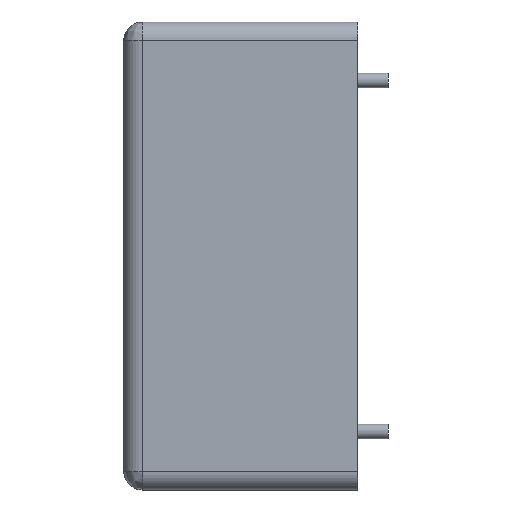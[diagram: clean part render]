
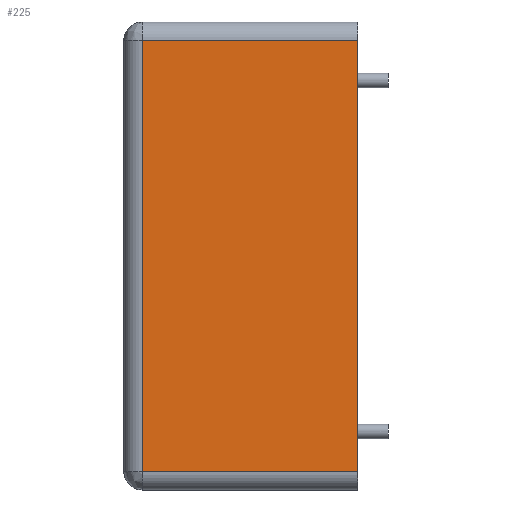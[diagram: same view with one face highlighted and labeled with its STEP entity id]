
A CAD part, left-side view. The second image highlights one B-rep face of the part: STEP entity #225.
In plain terms, the highlighted planar face has unit normal (-1, 0, 0).
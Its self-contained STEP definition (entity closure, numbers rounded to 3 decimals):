
#13 = VECTOR ( 'NONE', #407, 1000. ) ;
#21 = ORIENTED_EDGE ( 'NONE', *, *, #167, .F. ) ;
#28 = CARTESIAN_POINT ( 'NONE',  ( -3.175, 0., -2.175 ) ) ;
#40 = VERTEX_POINT ( 'NONE', #94 ) ;
#94 = CARTESIAN_POINT ( 'NONE',  ( -3.175, 0., 21.225 ) ) ;
#129 = CARTESIAN_POINT ( 'NONE',  ( -3.175, 11.7, -2.175 ) ) ;
#135 = LINE ( 'NONE', #681, #994 ) ;
#167 = EDGE_CURVE ( 'NONE', #913, #176, #399, .T. ) ;
#176 = VERTEX_POINT ( 'NONE', #511 ) ;
#205 = DIRECTION ( 'NONE',  ( 0., 0., 1. ) ) ;
#225 = ADVANCED_FACE ( 'NONE', ( #551 ), #363, .F. ) ;
#240 = AXIS2_PLACEMENT_3D ( 'NONE', #1026, #849, #275 ) ;
#275 = DIRECTION ( 'NONE',  ( 0., 0., -1. ) ) ;
#288 = EDGE_LOOP ( 'NONE', ( #21, #550, #1085, #730 ) ) ;
#363 = PLANE ( 'NONE',  #240 ) ;
#399 = LINE ( 'NONE', #129, #1022 ) ;
#407 = DIRECTION ( 'NONE',  ( 0., 0., 1. ) ) ;
#430 = DIRECTION ( 'NONE',  ( 0., -1., 0. ) ) ;
#439 = VECTOR ( 'NONE', #966, 1000. ) ;
#475 = VERTEX_POINT ( 'NONE', #28 ) ;
#480 = EDGE_CURVE ( 'NONE', #176, #40, #135, .T. ) ;
#511 = CARTESIAN_POINT ( 'NONE',  ( -3.175, 11.7, 21.225 ) ) ;
#550 = ORIENTED_EDGE ( 'NONE', *, *, #563, .F. ) ;
#551 = FACE_OUTER_BOUND ( 'NONE', #288, .T. ) ;
#563 = EDGE_CURVE ( 'NONE', #475, #913, #642, .T. ) ;
#642 = LINE ( 'NONE', #687, #439 ) ;
#643 = CARTESIAN_POINT ( 'NONE',  ( -3.175, 0., -2.175 ) ) ;
#664 = LINE ( 'NONE', #643, #13 ) ;
#681 = CARTESIAN_POINT ( 'NONE',  ( -3.175, 12.7, 21.225 ) ) ;
#687 = CARTESIAN_POINT ( 'NONE',  ( -3.175, 12.7, -2.175 ) ) ;
#730 = ORIENTED_EDGE ( 'NONE', *, *, #480, .F. ) ;
#849 = DIRECTION ( 'NONE',  ( 1., 0., 0. ) ) ;
#913 = VERTEX_POINT ( 'NONE', #1048 ) ;
#966 = DIRECTION ( 'NONE',  ( 0., 1., 0. ) ) ;
#994 = VECTOR ( 'NONE', #430, 1000. ) ;
#1022 = VECTOR ( 'NONE', #205, 1000. ) ;
#1026 = CARTESIAN_POINT ( 'NONE',  ( -3.175, 12.7, -2.175 ) ) ;
#1048 = CARTESIAN_POINT ( 'NONE',  ( -3.175, 11.7, -2.175 ) ) ;
#1085 = ORIENTED_EDGE ( 'NONE', *, *, #1095, .T. ) ;
#1095 = EDGE_CURVE ( 'NONE', #475, #40, #664, .T. ) ;
